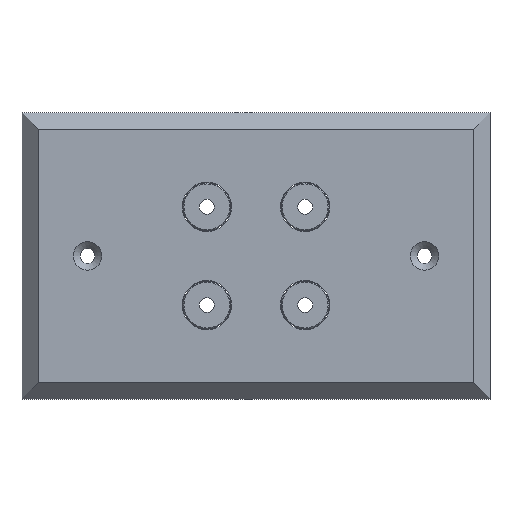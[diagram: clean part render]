
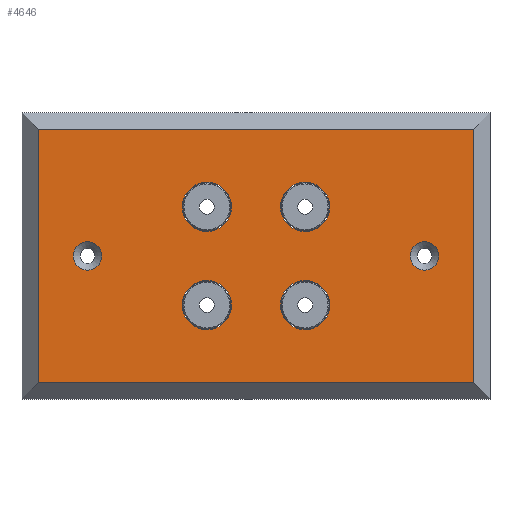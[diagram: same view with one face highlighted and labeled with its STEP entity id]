
A CAD part, top view. The second image highlights one B-rep face of the part: STEP entity #4646.
In plain terms, the highlighted planar face has unit normal (0, 0, 1).
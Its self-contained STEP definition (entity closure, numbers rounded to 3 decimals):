
#63=FACE_BOUND('',#727,.T.);
#64=FACE_BOUND('',#728,.T.);
#65=FACE_BOUND('',#729,.T.);
#66=FACE_BOUND('',#730,.T.);
#67=FACE_BOUND('',#731,.T.);
#68=FACE_BOUND('',#732,.T.);
#157=PLANE('',#5078);
#454=FACE_OUTER_BOUND('',#726,.T.);
#726=EDGE_LOOP('',(#3939,#3940,#3941,#3942));
#727=EDGE_LOOP('',(#3943));
#728=EDGE_LOOP('',(#3944));
#729=EDGE_LOOP('',(#3945));
#730=EDGE_LOOP('',(#3946));
#731=EDGE_LOOP('',(#3947));
#732=EDGE_LOOP('',(#3948));
#1149=LINE('',#7508,#1633);
#1150=LINE('',#7510,#1634);
#1151=LINE('',#7512,#1635);
#1152=LINE('',#7513,#1636);
#1633=VECTOR('',#6105,10.);
#1634=VECTOR('',#6106,10.);
#1635=VECTOR('',#6107,10.);
#1636=VECTOR('',#6108,10.);
#1988=CIRCLE('',#5076,3.479);
#1990=CIRCLE('',#5079,3.479);
#1991=CIRCLE('',#5080,6.);
#1992=CIRCLE('',#5081,6.);
#1993=CIRCLE('',#5082,6.);
#1994=CIRCLE('',#5083,6.);
#2339=VERTEX_POINT('',#7500);
#2341=VERTEX_POINT('',#7506);
#2342=VERTEX_POINT('',#7507);
#2343=VERTEX_POINT('',#7509);
#2344=VERTEX_POINT('',#7511);
#2345=VERTEX_POINT('',#7514);
#2346=VERTEX_POINT('',#7516);
#2347=VERTEX_POINT('',#7518);
#2348=VERTEX_POINT('',#7520);
#2349=VERTEX_POINT('',#7522);
#2907=EDGE_CURVE('',#2339,#2339,#1988,.T.);
#2910=EDGE_CURVE('',#2341,#2342,#1149,.T.);
#2911=EDGE_CURVE('',#2343,#2341,#1150,.T.);
#2912=EDGE_CURVE('',#2344,#2343,#1151,.T.);
#2913=EDGE_CURVE('',#2342,#2344,#1152,.T.);
#2914=EDGE_CURVE('',#2345,#2345,#1990,.T.);
#2915=EDGE_CURVE('',#2346,#2346,#1991,.T.);
#2916=EDGE_CURVE('',#2347,#2347,#1992,.T.);
#2917=EDGE_CURVE('',#2348,#2348,#1993,.T.);
#2918=EDGE_CURVE('',#2349,#2349,#1994,.T.);
#3939=ORIENTED_EDGE('',*,*,#2910,.F.);
#3940=ORIENTED_EDGE('',*,*,#2911,.F.);
#3941=ORIENTED_EDGE('',*,*,#2912,.F.);
#3942=ORIENTED_EDGE('',*,*,#2913,.F.);
#3943=ORIENTED_EDGE('',*,*,#2914,.F.);
#3944=ORIENTED_EDGE('',*,*,#2915,.T.);
#3945=ORIENTED_EDGE('',*,*,#2916,.T.);
#3946=ORIENTED_EDGE('',*,*,#2917,.T.);
#3947=ORIENTED_EDGE('',*,*,#2918,.T.);
#3948=ORIENTED_EDGE('',*,*,#2907,.F.);
#4646=ADVANCED_FACE('',(#454,#63,#64,#65,#66,#67,#68),#157,.T.);
#5076=AXIS2_PLACEMENT_3D('',#7501,#6098,#6099);
#5078=AXIS2_PLACEMENT_3D('',#7505,#6103,#6104);
#5079=AXIS2_PLACEMENT_3D('',#7515,#6109,#6110);
#5080=AXIS2_PLACEMENT_3D('',#7517,#6111,#6112);
#5081=AXIS2_PLACEMENT_3D('',#7519,#6113,#6114);
#5082=AXIS2_PLACEMENT_3D('',#7521,#6115,#6116);
#5083=AXIS2_PLACEMENT_3D('',#7523,#6117,#6118);
#6098=DIRECTION('center_axis',(0.,0.,1.));
#6099=DIRECTION('ref_axis',(-1.,0.,0.));
#6103=DIRECTION('center_axis',(0.,0.,1.));
#6104=DIRECTION('ref_axis',(1.,0.,0.));
#6105=DIRECTION('',(-1.,0.,0.));
#6106=DIRECTION('',(0.,-1.,0.));
#6107=DIRECTION('',(1.,0.,0.));
#6108=DIRECTION('',(0.,1.,0.));
#6109=DIRECTION('center_axis',(0.,0.,1.));
#6110=DIRECTION('ref_axis',(-1.,0.,0.));
#6111=DIRECTION('center_axis',(0.,0.,-1.));
#6112=DIRECTION('ref_axis',(-1.,0.,0.));
#6113=DIRECTION('center_axis',(0.,0.,-1.));
#6114=DIRECTION('ref_axis',(-1.,0.,0.));
#6115=DIRECTION('center_axis',(0.,0.,-1.));
#6116=DIRECTION('ref_axis',(-1.,0.,0.));
#6117=DIRECTION('center_axis',(0.,0.,-1.));
#6118=DIRECTION('ref_axis',(-1.,0.,0.));
#7500=CARTESIAN_POINT('',(44.629,114.3,6.477));
#7501=CARTESIAN_POINT('Origin',(41.15,114.3,6.477));
#7505=CARTESIAN_POINT('Origin',(0.,114.3,6.477));
#7506=CARTESIAN_POINT('',(53.15,83.375,6.477));
#7507=CARTESIAN_POINT('',(-53.15,83.375,6.477));
#7508=CARTESIAN_POINT('',(-28.575,83.375,6.477));
#7509=CARTESIAN_POINT('',(53.15,145.225,6.477));
#7510=CARTESIAN_POINT('',(53.15,131.763,6.477));
#7511=CARTESIAN_POINT('',(-53.15,145.225,6.477));
#7512=CARTESIAN_POINT('',(-28.575,145.225,6.477));
#7513=CARTESIAN_POINT('',(-53.15,131.763,6.477));
#7514=CARTESIAN_POINT('',(-37.671,114.3,6.477));
#7515=CARTESIAN_POINT('Origin',(-41.15,114.3,6.477));
#7516=CARTESIAN_POINT('',(18.,126.3,6.477));
#7517=CARTESIAN_POINT('Origin',(12.,126.3,6.477));
#7518=CARTESIAN_POINT('',(18.,102.3,6.477));
#7519=CARTESIAN_POINT('Origin',(12.,102.3,6.477));
#7520=CARTESIAN_POINT('',(-6.,102.3,6.477));
#7521=CARTESIAN_POINT('Origin',(-12.,102.3,6.477));
#7522=CARTESIAN_POINT('',(-6.,126.3,6.477));
#7523=CARTESIAN_POINT('Origin',(-12.,126.3,6.477));
